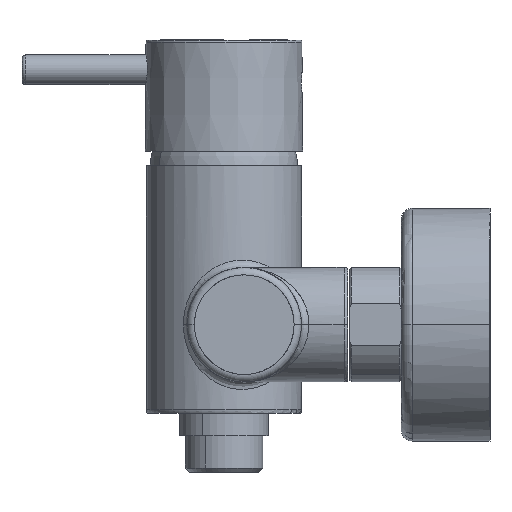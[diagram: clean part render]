
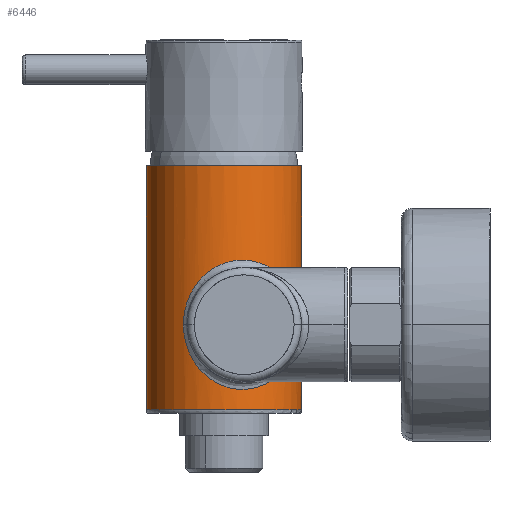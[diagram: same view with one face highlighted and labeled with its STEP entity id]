
A CAD part, left-side view. The second image highlights one B-rep face of the part: STEP entity #6446.
In plain terms, the highlighted cylindrical face has radius 21 mm (diameter 42 mm), a partial arc.
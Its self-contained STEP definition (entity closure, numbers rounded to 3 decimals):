
#6311=CARTESIAN_POINT('Axis2P3D Location',(0.,0.,14.)) ;
#6316=CARTESIAN_POINT('Line Origine',(0.,-21.,16.)) ;
#6320=CARTESIAN_POINT('Vertex',(0.,-21.,-17.)) ;
#6322=CARTESIAN_POINT('Vertex',(0.,-21.,49.)) ;
#6325=CARTESIAN_POINT('Axis2P3D Location',(0.,0.,49.)) ;
#6329=CARTESIAN_POINT('Vertex',(0.,21.,49.)) ;
#6332=CARTESIAN_POINT('Line Origine',(0.,21.,16.)) ;
#6336=CARTESIAN_POINT('Vertex',(0.,21.,-17.)) ;
#6339=CARTESIAN_POINT('Axis2P3D Location',(0.,0.,-17.)) ;
#6351=CARTESIAN_POINT('Control Point',(-0.619,-20.991,6.)) ;
#6352=CARTESIAN_POINT('Control Point',(-0.619,-20.991,5.96)) ;
#6353=CARTESIAN_POINT('Control Point',(-0.623,-20.991,5.919)) ;
#6354=CARTESIAN_POINT('Control Point',(-0.63,-20.991,5.878)) ;
#6355=CARTESIAN_POINT('Control Point',(-0.666,-20.989,5.743)) ;
#6356=CARTESIAN_POINT('Control Point',(-0.73,-20.987,5.62)) ;
#6357=CARTESIAN_POINT('Control Point',(-0.783,-20.986,5.537)) ;
#6358=CARTESIAN_POINT('Control Point',(-0.919,-20.98,5.343)) ;
#6359=CARTESIAN_POINT('Control Point',(-1.07,-20.973,5.163)) ;
#6360=CARTESIAN_POINT('Control Point',(-1.162,-20.968,5.058)) ;
#6361=CARTESIAN_POINT('Control Point',(-1.392,-20.955,4.806)) ;
#6362=CARTESIAN_POINT('Control Point',(-1.628,-20.938,4.561)) ;
#6363=CARTESIAN_POINT('Control Point',(-1.768,-20.926,4.416)) ;
#6364=CARTESIAN_POINT('Control Point',(-2.122,-20.894,4.059)) ;
#6365=CARTESIAN_POINT('Control Point',(-2.479,-20.855,3.707)) ;
#6366=CARTESIAN_POINT('Control Point',(-2.693,-20.828,3.496)) ;
#6367=CARTESIAN_POINT('Control Point',(-3.713,-20.688,2.501)) ;
#6368=CARTESIAN_POINT('Control Point',(-4.736,-20.484,1.521)) ;
#6369=CARTESIAN_POINT('Control Point',(-5.539,-20.282,0.753)) ;
#6370=CARTESIAN_POINT('Control Point',(-7.609,-19.651,-1.214)) ;
#6371=CARTESIAN_POINT('Control Point',(-9.638,-18.733,-3.114)) ;
#6372=CARTESIAN_POINT('Control Point',(-10.862,-18.056,-4.246)) ;
#6373=CARTESIAN_POINT('Control Point',(-13.127,-16.541,-6.31)) ;
#6374=CARTESIAN_POINT('Control Point',(-15.231,-14.556,-8.133)) ;
#6375=CARTESIAN_POINT('Control Point',(-16.181,-13.503,-8.929)) ;
#6376=CARTESIAN_POINT('Control Point',(-17.694,-11.499,-10.129)) ;
#6377=CARTESIAN_POINT('Control Point',(-18.946,-9.159,-10.957)) ;
#6378=CARTESIAN_POINT('Control Point',(-19.413,-8.131,-11.224)) ;
#6379=CARTESIAN_POINT('Control Point',(-20.151,-6.148,-11.546)) ;
#6380=CARTESIAN_POINT('Control Point',(-20.639,-4.061,-11.516)) ;
#6381=CARTESIAN_POINT('Control Point',(-20.805,-3.096,-11.423)) ;
#6382=CARTESIAN_POINT('Control Point',(-21.02,-1.181,-11.072)) ;
#6383=CARTESIAN_POINT('Control Point',(-21.019,0.669,-10.408)) ;
#6384=CARTESIAN_POINT('Control Point',(-20.969,1.559,-10.003)) ;
#6385=CARTESIAN_POINT('Control Point',(-20.776,3.349,-9.011)) ;
#6386=CARTESIAN_POINT('Control Point',(-20.434,4.95,-7.751)) ;
#6387=CARTESIAN_POINT('Control Point',(-20.225,5.731,-7.025)) ;
#6388=CARTESIAN_POINT('Control Point',(-19.788,7.111,-5.521)) ;
#6389=CARTESIAN_POINT('Control Point',(-19.322,8.257,-3.827)) ;
#6390=CARTESIAN_POINT('Control Point',(-19.1,8.751,-2.975)) ;
#6391=CARTESIAN_POINT('Control Point',(-18.581,9.822,-0.796)) ;
#6392=CARTESIAN_POINT('Control Point',(-18.174,10.534,1.572)) ;
#6393=CARTESIAN_POINT('Control Point',(-17.998,10.822,3.028)) ;
#6394=CARTESIAN_POINT('Control Point',(-17.91,10.966,4.514)) ;
#6395=CARTESIAN_POINT('Control Point',(-17.91,10.966,6.)) ;
#6396=CARTESIAN_POINT('Vertex',(-0.619,-20.991,6.)) ;
#6398=CARTESIAN_POINT('Vertex',(-17.91,10.966,6.)) ;
#6402=CARTESIAN_POINT('Control Point',(-0.619,-20.991,6.)) ;
#6403=CARTESIAN_POINT('Control Point',(-0.619,-20.991,6.084)) ;
#6404=CARTESIAN_POINT('Control Point',(-0.635,-20.99,6.168)) ;
#6405=CARTESIAN_POINT('Control Point',(-0.665,-20.99,6.247)) ;
#6406=CARTESIAN_POINT('Control Point',(-0.744,-20.987,6.408)) ;
#6407=CARTESIAN_POINT('Control Point',(-0.845,-20.983,6.554)) ;
#6408=CARTESIAN_POINT('Control Point',(-0.903,-20.981,6.631)) ;
#6409=CARTESIAN_POINT('Control Point',(-1.15,-20.97,6.941)) ;
#6410=CARTESIAN_POINT('Control Point',(-1.422,-20.953,7.226)) ;
#6411=CARTESIAN_POINT('Control Point',(-1.628,-20.938,7.441)) ;
#6412=CARTESIAN_POINT('Control Point',(-2.467,-20.867,8.293)) ;
#6413=CARTESIAN_POINT('Control Point',(-3.325,-20.751,9.118)) ;
#6414=CARTESIAN_POINT('Control Point',(-3.964,-20.638,9.738)) ;
#6415=CARTESIAN_POINT('Control Point',(-5.963,-20.206,11.656)) ;
#6416=CARTESIAN_POINT('Control Point',(-7.942,-19.519,13.527)) ;
#6417=CARTESIAN_POINT('Control Point',(-9.268,-18.93,14.771)) ;
#6418=CARTESIAN_POINT('Control Point',(-11.897,-17.476,17.205)) ;
#6419=CARTESIAN_POINT('Control Point',(-14.363,-15.449,19.394)) ;
#6420=CARTESIAN_POINT('Control Point',(-15.555,-14.265,20.418)) ;
#6421=CARTESIAN_POINT('Control Point',(-17.375,-12.038,21.903)) ;
#6422=CARTESIAN_POINT('Control Point',(-18.859,-9.356,22.908)) ;
#6423=CARTESIAN_POINT('Control Point',(-19.377,-8.238,23.212)) ;
#6424=CARTESIAN_POINT('Control Point',(-20.155,-6.157,23.555)) ;
#6425=CARTESIAN_POINT('Control Point',(-20.657,-3.965,23.51)) ;
#6426=CARTESIAN_POINT('Control Point',(-20.819,-3.001,23.41)) ;
#6427=CARTESIAN_POINT('Control Point',(-21.025,-1.088,23.047)) ;
#6428=CARTESIAN_POINT('Control Point',(-21.016,0.757,22.371)) ;
#6429=CARTESIAN_POINT('Control Point',(-20.962,1.646,21.96)) ;
#6430=CARTESIAN_POINT('Control Point',(-20.762,3.432,20.956)) ;
#6431=CARTESIAN_POINT('Control Point',(-20.415,5.028,19.683)) ;
#6432=CARTESIAN_POINT('Control Point',(-20.203,5.806,18.951)) ;
#6433=CARTESIAN_POINT('Control Point',(-19.763,7.179,17.435)) ;
#6434=CARTESIAN_POINT('Control Point',(-19.296,8.316,15.73)) ;
#6435=CARTESIAN_POINT('Control Point',(-19.075,8.805,14.874)) ;
#6436=CARTESIAN_POINT('Control Point',(-18.564,9.853,12.707)) ;
#6437=CARTESIAN_POINT('Control Point',(-18.166,10.547,10.357)) ;
#6438=CARTESIAN_POINT('Control Point',(-17.995,10.826,8.924)) ;
#6439=CARTESIAN_POINT('Control Point',(-17.91,10.966,7.462)) ;
#6440=CARTESIAN_POINT('Control Point',(-17.91,10.966,6.)) ;
#6318=VECTOR('Line Direction',#6317,1.) ;
#6334=VECTOR('Line Direction',#6333,1.) ;
#6312=DIRECTION('Axis2P3D Direction',(0.,0.,1.)) ;
#6313=DIRECTION('Axis2P3D XDirection',(1.,0.,0.)) ;
#6317=DIRECTION('Vector Direction',(0.,0.,1.)) ;
#6326=DIRECTION('Axis2P3D Direction',(0.,0.,1.)) ;
#6333=DIRECTION('Vector Direction',(0.,0.,1.)) ;
#6340=DIRECTION('Axis2P3D Direction',(0.,0.,1.)) ;
#6314=AXIS2_PLACEMENT_3D('Cylinder Axis2P3D',#6311,#6312,#6313) ;
#6327=AXIS2_PLACEMENT_3D('Circle Axis2P3D',#6325,#6326,$) ;
#6341=AXIS2_PLACEMENT_3D('Circle Axis2P3D',#6339,#6340,$) ;
#6319=LINE('Line',#6316,#6318) ;
#6335=LINE('Line',#6332,#6334) ;
#6328=CIRCLE('generated circle',#6327,21.) ;
#6342=CIRCLE('generated circle',#6341,21.) ;
#6315=CYLINDRICAL_SURFACE('generated cylinder',#6314,21.) ;
#6445=FACE_BOUND('',#6442,.T.) ;
#6324=EDGE_CURVE('',#6321,#6323,#6319,.T.) ;
#6331=EDGE_CURVE('',#6323,#6330,#6328,.F.) ;
#6338=EDGE_CURVE('',#6330,#6337,#6335,.F.) ;
#6343=EDGE_CURVE('',#6337,#6321,#6342,.T.) ;
#6400=EDGE_CURVE('',#6397,#6399,#6350,.T.) ;
#6441=EDGE_CURVE('',#6399,#6397,#6401,.F.) ;
#6345=ORIENTED_EDGE('',*,*,#6324,.T.) ;
#6346=ORIENTED_EDGE('',*,*,#6331,.T.) ;
#6347=ORIENTED_EDGE('',*,*,#6338,.T.) ;
#6348=ORIENTED_EDGE('',*,*,#6343,.T.) ;
#6443=ORIENTED_EDGE('',*,*,#6400,.T.) ;
#6444=ORIENTED_EDGE('',*,*,#6441,.T.) ;
#6344=EDGE_LOOP('',(#6345,#6346,#6347,#6348)) ;
#6442=EDGE_LOOP('',(#6443,#6444)) ;
#6321=VERTEX_POINT('',#6320) ;
#6323=VERTEX_POINT('',#6322) ;
#6330=VERTEX_POINT('',#6329) ;
#6337=VERTEX_POINT('',#6336) ;
#6397=VERTEX_POINT('',#6396) ;
#6399=VERTEX_POINT('',#6398) ;
#6446=ADVANCED_FACE('Superficie.269',(#6349,#6445),#6315,.T.) ;
#6350=B_SPLINE_CURVE_WITH_KNOTS('',5,(#6351,#6352,#6353,#6354,#6355,#6356,#6357,#6358,#6359,#6360,#6361,#6362,#6363,#6364,#6365,#6366,#6367,#6368,#6369,#6370,#6371,#6372,#6373,#6374,#6375,#6376,#6377,#6378,#6379,#6380,#6381,#6382,#6383,#6384,#6385,#6386,#6387,#6388,#6389,#6390,#6391,#6392,#6393,#6394,#6395),.UNSPECIFIED.,.F.,.U.,(6,3,3,3,3,3,3,3,3,3,3,3,3,3,6),(0.,0.27,0.936,1.912,3.335,5.464,13.449,26.124,37.523,45.612,52.44,59.177,66.583,73.414,83.341),.UNSPECIFIED.) ;
#6401=B_SPLINE_CURVE_WITH_KNOTS('',5,(#6402,#6403,#6404,#6405,#6406,#6407,#6408,#6409,#6410,#6411,#6412,#6413,#6414,#6415,#6416,#6417,#6418,#6419,#6420,#6421,#6422,#6423,#6424,#6425,#6426,#6427,#6428,#6429,#6430,#6431,#6432,#6433,#6434,#6435,#6436,#6437,#6438,#6439,#6440),.UNSPECIFIED.,.F.,.U.,(6,3,3,3,3,3,3,3,3,3,3,3,6),(0.,0.56,1.224,3.328,9.67,23.144,36.915,45.751,52.568,59.311,66.736,73.573,83.339),.UNSPECIFIED.) ;
#6349=FACE_OUTER_BOUND('',#6344,.T.) ;
